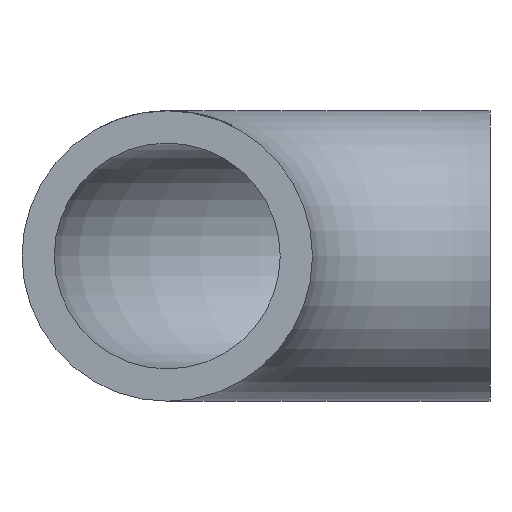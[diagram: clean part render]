
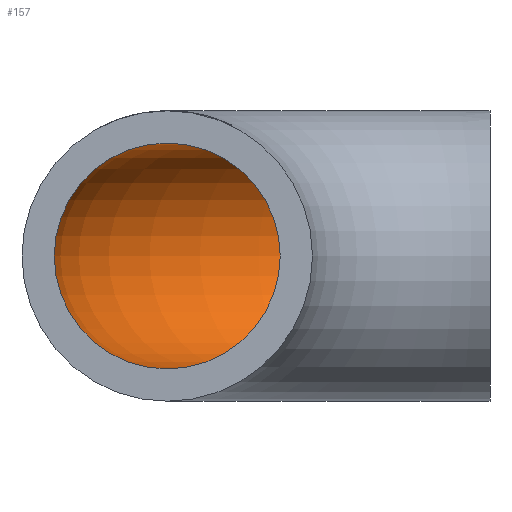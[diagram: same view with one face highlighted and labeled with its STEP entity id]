
A CAD part, front view. The second image highlights one B-rep face of the part: STEP entity #157.
In plain terms, the highlighted toroidal (fillet/blend) face has major radius 20 mm and minor radius 7 mm.
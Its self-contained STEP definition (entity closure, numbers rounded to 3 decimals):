
#157 = ADVANCED_FACE ( 'NONE', ( #2584, #4542 ), #8388, .F. ) ;
#214 = ORIENTED_EDGE ( 'NONE', *, *, #1151, .T. ) ;
#564 = CARTESIAN_POINT ( 'NONE',  ( 0., 20., 0. ) ) ;
#592 = CARTESIAN_POINT ( 'NONE',  ( -20., 0., 0. ) ) ;
#695 = CIRCLE ( 'NONE', #8497, 7. ) ;
#781 = AXIS2_PLACEMENT_3D ( 'NONE', #1849, #7388, #3954 ) ;
#859 = DIRECTION ( 'NONE',  ( 0., 0., 1. ) ) ;
#1151 = EDGE_CURVE ( 'NONE', #7890, #7890, #2252, .T. ) ;
#1404 = CARTESIAN_POINT ( 'NONE',  ( -20., 0., 7. ) ) ;
#1803 = EDGE_LOOP ( 'NONE', ( #8488 ) ) ;
#1849 = CARTESIAN_POINT ( 'NONE',  ( 0., 0., 0. ) ) ;
#2158 = CARTESIAN_POINT ( 'NONE',  ( 0., 27., 0. ) ) ;
#2252 = CIRCLE ( 'NONE', #5686, 7. ) ;
#2511 = EDGE_LOOP ( 'NONE', ( #214 ) ) ;
#2584 = FACE_OUTER_BOUND ( 'NONE', #2511, .T. ) ;
#2765 = DIRECTION ( 'NONE',  ( 0., 1., 0. ) ) ;
#2924 = DIRECTION ( 'NONE',  ( 0., 1., 0. ) ) ;
#3954 = DIRECTION ( 'NONE',  ( -1., 0., 0. ) ) ;
#4090 = DIRECTION ( 'NONE',  ( 1., 0., 0. ) ) ;
#4542 = FACE_OUTER_BOUND ( 'NONE', #1803, .T. ) ;
#5686 = AXIS2_PLACEMENT_3D ( 'NONE', #564, #4090, #2765 ) ;
#6653 = EDGE_CURVE ( 'NONE', #7384, #7384, #695, .T. ) ;
#7384 = VERTEX_POINT ( 'NONE', #1404 ) ;
#7388 = DIRECTION ( 'NONE',  ( 0., 0., -1. ) ) ;
#7890 = VERTEX_POINT ( 'NONE', #2158 ) ;
#8388 = TOROIDAL_SURFACE ( 'NONE', #781, 20., 7. ) ;
#8488 = ORIENTED_EDGE ( 'NONE', *, *, #6653, .F. ) ;
#8497 = AXIS2_PLACEMENT_3D ( 'NONE', #592, #2924, #859 ) ;
